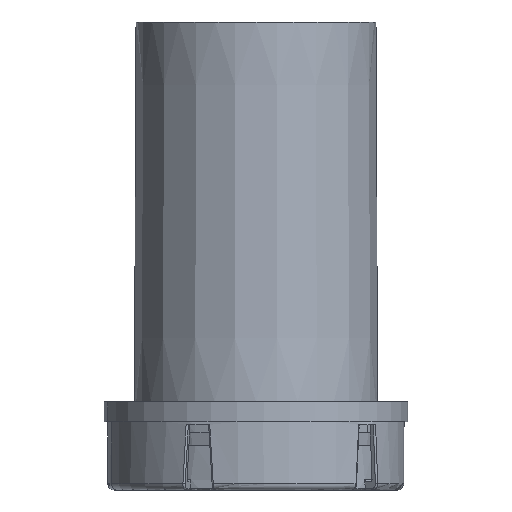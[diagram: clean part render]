
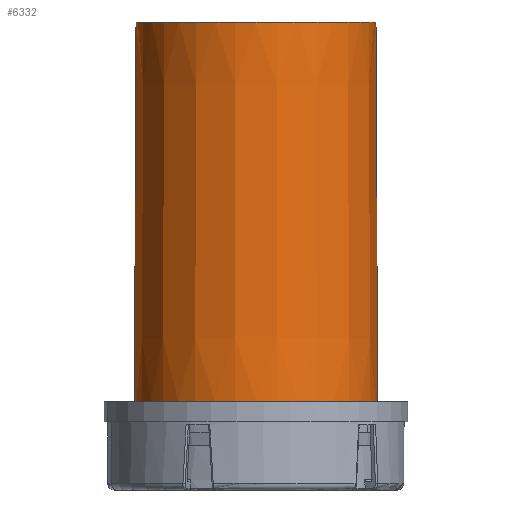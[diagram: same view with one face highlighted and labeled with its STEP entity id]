
A CAD part, front view. The second image highlights one B-rep face of the part: STEP entity #6332.
In plain terms, the highlighted conical face has half-angle 0.24 degrees and reference radius 19.177 mm.
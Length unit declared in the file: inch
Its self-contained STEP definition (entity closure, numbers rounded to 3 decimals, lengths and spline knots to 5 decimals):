
#63 = CARTESIAN_POINT ( 'NONE',  ( -0.765, 0., -2.335 ) ) ;
#112 = DIRECTION ( 'NONE',  ( -1., 0., 0. ) ) ;
#391 = VECTOR ( 'NONE', #3435, 39.37008 ) ;
#721 = CONICAL_SURFACE ( 'NONE', #6998, 0.755, 0.004 ) ;
#836 = VERTEX_POINT ( 'NONE', #63 ) ;
#959 = CARTESIAN_POINT ( 'NONE',  ( 0.765, 0., -2.335 ) ) ;
#1082 = CIRCLE ( 'NONE', #1583, 0.765 ) ;
#1156 = FACE_OUTER_BOUND ( 'NONE', #7682, .T. ) ;
#1304 = AXIS2_PLACEMENT_3D ( 'NONE', #1820, #6591, #2514 ) ;
#1467 = DIRECTION ( 'NONE',  ( 0., 0., 1. ) ) ;
#1583 = AXIS2_PLACEMENT_3D ( 'NONE', #5541, #1467, #6229 ) ;
#1608 = CIRCLE ( 'NONE', #1304, 0.755 ) ;
#1820 = CARTESIAN_POINT ( 'NONE',  ( 0., 0., 0.05 ) ) ;
#2127 = DIRECTION ( 'NONE',  ( 0., 0., -1. ) ) ;
#2131 = EDGE_CURVE ( 'NONE', #836, #4667, #1082, .T. ) ;
#2514 = DIRECTION ( 'NONE',  ( 1., 0., 0. ) ) ;
#2622 = LINE ( 'NONE', #2749, #391 ) ;
#2715 = VERTEX_POINT ( 'NONE', #5796 ) ;
#2749 = CARTESIAN_POINT ( 'NONE',  ( -0.755, 0., 0.05 ) ) ;
#2771 = LINE ( 'NONE', #5491, #7972 ) ;
#3435 = DIRECTION ( 'NONE',  ( -0.004, 0., -1. ) ) ;
#3876 = CARTESIAN_POINT ( 'NONE',  ( 0.755, 0., 0.05 ) ) ;
#4200 = ORIENTED_EDGE ( 'NONE', *, *, #8660, .F. ) ;
#4280 = ORIENTED_EDGE ( 'NONE', *, *, #2131, .T. ) ;
#4473 = EDGE_CURVE ( 'NONE', #5243, #4667, #2771, .T. ) ;
#4568 = ORIENTED_EDGE ( 'NONE', *, *, #4473, .F. ) ;
#4667 = VERTEX_POINT ( 'NONE', #959 ) ;
#5243 = VERTEX_POINT ( 'NONE', #3876 ) ;
#5491 = CARTESIAN_POINT ( 'NONE',  ( 0.755, 0., 0.05 ) ) ;
#5520 = DIRECTION ( 'NONE',  ( 0.004, 0., -1. ) ) ;
#5541 = CARTESIAN_POINT ( 'NONE',  ( 0., 0., -2.335 ) ) ;
#5702 = ORIENTED_EDGE ( 'NONE', *, *, #8046, .T. ) ;
#5796 = CARTESIAN_POINT ( 'NONE',  ( -0.755, 0., 0.05 ) ) ;
#6229 = DIRECTION ( 'NONE',  ( 1., 0., 0. ) ) ;
#6240 = CARTESIAN_POINT ( 'NONE',  ( 0., 0., 0.05 ) ) ;
#6332 = ADVANCED_FACE ( 'NONE', ( #1156 ), #721, .T. ) ;
#6591 = DIRECTION ( 'NONE',  ( 0., 0., 1. ) ) ;
#6998 = AXIS2_PLACEMENT_3D ( 'NONE', #6240, #2127, #112 ) ;
#7682 = EDGE_LOOP ( 'NONE', ( #4568, #4200, #5702, #4280 ) ) ;
#7972 = VECTOR ( 'NONE', #5520, 39.37008 ) ;
#8046 = EDGE_CURVE ( 'NONE', #2715, #836, #2622, .T. ) ;
#8660 = EDGE_CURVE ( 'NONE', #2715, #5243, #1608, .T. ) ;
